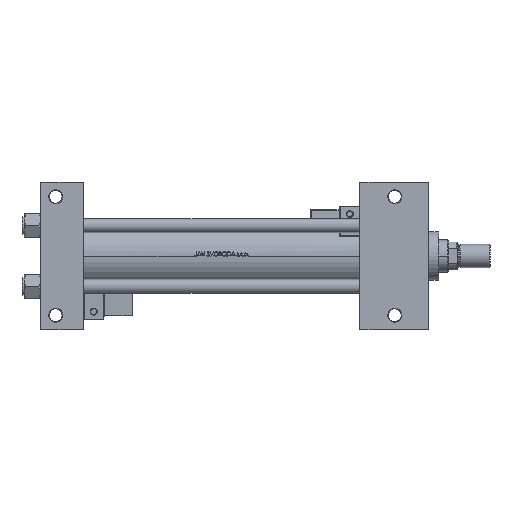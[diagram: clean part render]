
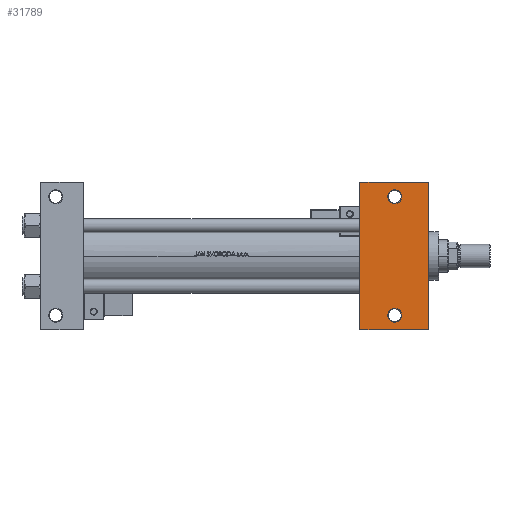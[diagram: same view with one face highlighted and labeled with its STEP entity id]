
A CAD part, front view. The second image highlights one B-rep face of the part: STEP entity #31789.
In plain terms, the highlighted face is planar.
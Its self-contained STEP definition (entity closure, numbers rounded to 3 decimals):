
#215 = LINE ( 'NONE', #4414, #11972 ) ;
#1077 = CIRCLE ( 'NONE', #9522, 6. ) ;
#1840 = ORIENTED_EDGE ( 'NONE', *, *, #10424, .F. ) ;
#2631 = CARTESIAN_POINT ( 'NONE',  ( 305., -51., -37.5 ) ) ;
#3742 = CARTESIAN_POINT ( 'NONE',  ( 311., 51., -37.5 ) ) ;
#3843 = CIRCLE ( 'NONE', #35885, 6. ) ;
#4414 = CARTESIAN_POINT ( 'NONE',  ( 275., 63.5, -37.5 ) ) ;
#4650 = EDGE_LOOP ( 'NONE', ( #31467, #34449 ) ) ;
#5649 = LINE ( 'NONE', #42088, #20229 ) ;
#6820 = CARTESIAN_POINT ( 'NONE',  ( 275., 63.5, -37.5 ) ) ;
#7027 = PLANE ( 'NONE',  #11964 ) ;
#9316 = EDGE_LOOP ( 'NONE', ( #35100, #50368 ) ) ;
#9522 = AXIS2_PLACEMENT_3D ( 'NONE', #20215, #16262, #28407 ) ;
#10424 = EDGE_CURVE ( 'NONE', #52090, #15627, #46258, .T. ) ;
#11964 = AXIS2_PLACEMENT_3D ( 'NONE', #39237, #31584, #39763 ) ;
#11972 = VECTOR ( 'NONE', #31903, 1000. ) ;
#13087 = VECTOR ( 'NONE', #50503, 1000. ) ;
#14299 = EDGE_CURVE ( 'NONE', #31932, #16991, #3843, .T. ) ;
#14427 = ORIENTED_EDGE ( 'NONE', *, *, #36720, .T. ) ;
#14866 = DIRECTION ( 'NONE',  ( -1., 0., 0. ) ) ;
#14940 = FACE_BOUND ( 'NONE', #4650, .T. ) ;
#15627 = VERTEX_POINT ( 'NONE', #31718 ) ;
#16262 = DIRECTION ( 'NONE',  ( 0., 0., 1. ) ) ;
#16740 = DIRECTION ( 'NONE',  ( 0., 0., 1. ) ) ;
#16991 = VERTEX_POINT ( 'NONE', #39971 ) ;
#17314 = VERTEX_POINT ( 'NONE', #40421 ) ;
#19024 = CARTESIAN_POINT ( 'NONE',  ( 334., -63.5, -37.5 ) ) ;
#20215 = CARTESIAN_POINT ( 'NONE',  ( 305., 51., -37.5 ) ) ;
#20229 = VECTOR ( 'NONE', #37857, 1000. ) ;
#20690 = CARTESIAN_POINT ( 'NONE',  ( 305., 51., -37.5 ) ) ;
#21520 = EDGE_LOOP ( 'NONE', ( #1840, #22636, #14427, #30945 ) ) ;
#22636 = ORIENTED_EDGE ( 'NONE', *, *, #43285, .T. ) ;
#23000 = CARTESIAN_POINT ( 'NONE',  ( 275., 37.5, -37.5 ) ) ;
#25542 = VERTEX_POINT ( 'NONE', #37306 ) ;
#26144 = DIRECTION ( 'NONE',  ( -1., 0., 0. ) ) ;
#28103 = DIRECTION ( 'NONE',  ( -1., 0., 0. ) ) ;
#28407 = DIRECTION ( 'NONE',  ( -1., 0., 0. ) ) ;
#29674 = CARTESIAN_POINT ( 'NONE',  ( 311., -51., -37.5 ) ) ;
#30567 = CIRCLE ( 'NONE', #47450, 6. ) ;
#30945 = ORIENTED_EDGE ( 'NONE', *, *, #37375, .T. ) ;
#31369 = CIRCLE ( 'NONE', #41514, 6. ) ;
#31467 = ORIENTED_EDGE ( 'NONE', *, *, #32953, .T. ) ;
#31494 = LINE ( 'NONE', #39417, #39570 ) ;
#31584 = DIRECTION ( 'NONE',  ( 0., 0., -1. ) ) ;
#31718 = CARTESIAN_POINT ( 'NONE',  ( 275., -63.5, -37.5 ) ) ;
#31789 = ADVANCED_FACE ( 'NONE', ( #32108, #14940, #43210 ), #7027, .T. ) ;
#31903 = DIRECTION ( 'NONE',  ( 1., 0., 0. ) ) ;
#31932 = VERTEX_POINT ( 'NONE', #29674 ) ;
#32108 = FACE_BOUND ( 'NONE', #9316, .T. ) ;
#32953 = EDGE_CURVE ( 'NONE', #16991, #31932, #31369, .T. ) ;
#33618 = EDGE_CURVE ( 'NONE', #25542, #45415, #30567, .T. ) ;
#33892 = CARTESIAN_POINT ( 'NONE',  ( 305., -51., -37.5 ) ) ;
#34449 = ORIENTED_EDGE ( 'NONE', *, *, #14299, .T. ) ;
#35100 = ORIENTED_EDGE ( 'NONE', *, *, #33618, .T. ) ;
#35448 = DIRECTION ( 'NONE',  ( 0., -1., 0. ) ) ;
#35885 = AXIS2_PLACEMENT_3D ( 'NONE', #33892, #42348, #14866 ) ;
#36720 = EDGE_CURVE ( 'NONE', #17314, #36918, #31494, .T. ) ;
#36918 = VERTEX_POINT ( 'NONE', #19024 ) ;
#37306 = CARTESIAN_POINT ( 'NONE',  ( 299., 51., -37.5 ) ) ;
#37375 = EDGE_CURVE ( 'NONE', #36918, #15627, #5649, .T. ) ;
#37857 = DIRECTION ( 'NONE',  ( -1., 0., 0. ) ) ;
#39237 = CARTESIAN_POINT ( 'NONE',  ( 334., 37.5, -37.5 ) ) ;
#39417 = CARTESIAN_POINT ( 'NONE',  ( 334., 37.5, -37.5 ) ) ;
#39570 = VECTOR ( 'NONE', #35448, 1000. ) ;
#39763 = DIRECTION ( 'NONE',  ( -1., 0., 0. ) ) ;
#39971 = CARTESIAN_POINT ( 'NONE',  ( 299., -51., -37.5 ) ) ;
#40421 = CARTESIAN_POINT ( 'NONE',  ( 334., 63.5, -37.5 ) ) ;
#41514 = AXIS2_PLACEMENT_3D ( 'NONE', #2631, #46220, #26144 ) ;
#42088 = CARTESIAN_POINT ( 'NONE',  ( 275., -63.5, -37.5 ) ) ;
#42348 = DIRECTION ( 'NONE',  ( 0., 0., 1. ) ) ;
#43210 = FACE_OUTER_BOUND ( 'NONE', #21520, .T. ) ;
#43285 = EDGE_CURVE ( 'NONE', #52090, #17314, #215, .T. ) ;
#45246 = EDGE_CURVE ( 'NONE', #45415, #25542, #1077, .T. ) ;
#45415 = VERTEX_POINT ( 'NONE', #3742 ) ;
#46220 = DIRECTION ( 'NONE',  ( 0., 0., 1. ) ) ;
#46258 = LINE ( 'NONE', #23000, #13087 ) ;
#47450 = AXIS2_PLACEMENT_3D ( 'NONE', #20690, #16740, #28103 ) ;
#50368 = ORIENTED_EDGE ( 'NONE', *, *, #45246, .T. ) ;
#50503 = DIRECTION ( 'NONE',  ( 0., -1., 0. ) ) ;
#52090 = VERTEX_POINT ( 'NONE', #6820 ) ;
